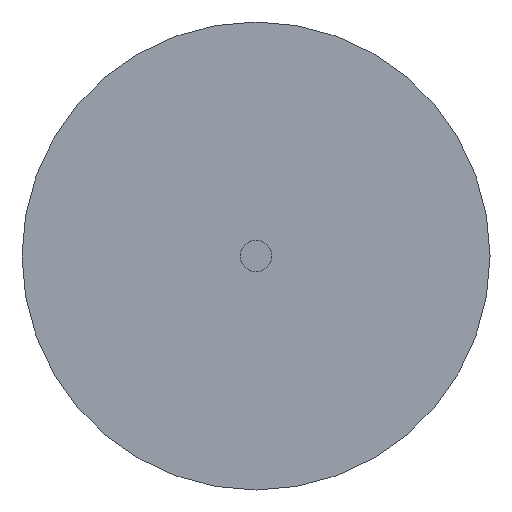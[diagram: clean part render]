
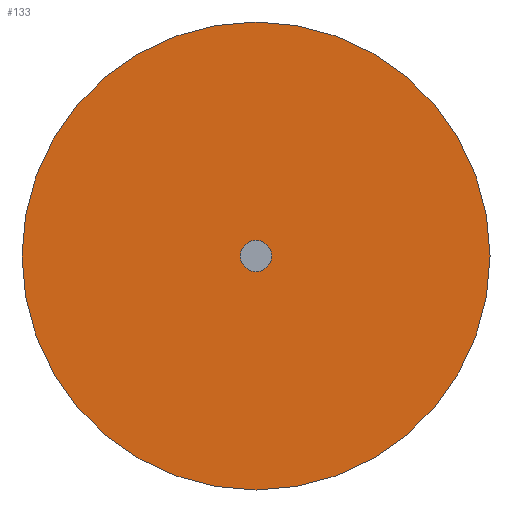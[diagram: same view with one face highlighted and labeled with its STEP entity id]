
A CAD part, front view. The second image highlights one B-rep face of the part: STEP entity #133.
In plain terms, the highlighted planar face has unit normal (0, -1, 0).
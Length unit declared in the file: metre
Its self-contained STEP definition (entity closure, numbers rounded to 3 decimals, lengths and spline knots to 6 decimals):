
#12=PLANE('',#161);
#19=CIRCLE('',#159,0.03);
#21=CIRCLE('',#162,0.002);
#33=ORIENTED_EDGE('',*,*,#57,.F.);
#34=ORIENTED_EDGE('',*,*,#55,.T.);
#55=EDGE_CURVE('',#67,#67,#19,.T.);
#57=EDGE_CURVE('',#69,#69,#21,.T.);
#67=VERTEX_POINT('',#270);
#69=VERTEX_POINT('',#275);
#85=EDGE_LOOP('',(#33));
#86=EDGE_LOOP('',(#34));
#109=FACE_BOUND('',#85,.T.);
#110=FACE_BOUND('',#86,.T.);
#133=ADVANCED_FACE('',(#109,#110),#12,.T.);
#159=AXIS2_PLACEMENT_3D('',#269,#184,#185);
#161=AXIS2_PLACEMENT_3D('',#273,#188,#189);
#162=AXIS2_PLACEMENT_3D('',#274,#190,#191);
#184=DIRECTION('',(0.,-1.,0.));
#185=DIRECTION('',(0.,0.,-1.));
#188=DIRECTION('',(0.,-1.,0.));
#189=DIRECTION('',(1.,0.,0.));
#190=DIRECTION('',(0.,-1.,0.));
#191=DIRECTION('',(0.,0.,-1.));
#269=CARTESIAN_POINT('',(0.,-0.0558,0.));
#270=CARTESIAN_POINT('',(0.,-0.0558,-0.03));
#273=CARTESIAN_POINT('',(0.,-0.0558,0.));
#274=CARTESIAN_POINT('',(0.,-0.0558,0.));
#275=CARTESIAN_POINT('',(0.,-0.0558,-0.002));
